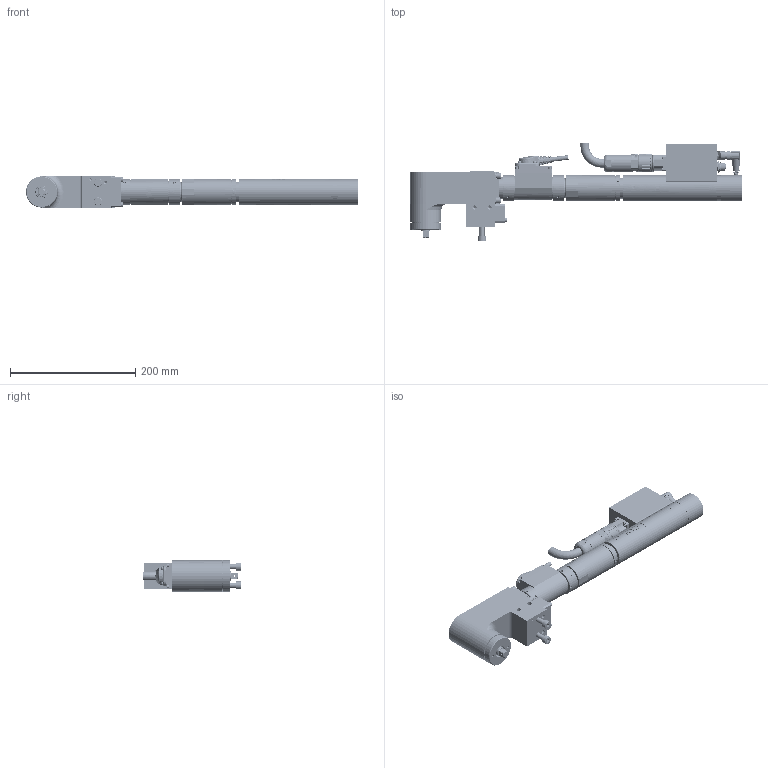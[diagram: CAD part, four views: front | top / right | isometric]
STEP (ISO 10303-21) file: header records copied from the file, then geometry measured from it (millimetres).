
FILE_DESCRIPTION(/* description */ (''),/* implementation_level */ '2;1');
FILE_NAME(/* name */ '1BD53T2A-A_IAM_001.iam.step',/* time_stamp */ '2021-07-21T07:30:30+02:00',/* author */ ('cideon'),/* organization */ (''),/* preprocessor_version */ 'ST-DEVELOPER v17.2',/* originating_system */ 'Autodesk Inventor 2019',/* authorisation */ '');
FILE_SCHEMA (('AUTOMOTIVE_DESIGN { 1 0 10303 214 3 1 1 }'));
Length unit declared in the file: centimetre
Products named in the file (1): Bauteil5
Bounding box: 530.25 x 157.75 x 50 mm (x, y, z)
Volume: 1010262.1 mm3; surface area: 270648.4 mm2
Topology: 6 solids, 6 shells, 5058 faces, 14087 edges, 9340 vertices
Faces by surface type: plane 3010, cylinder 1175, cone 330, bspline 321, torus 205, sphere 17
Full cylindrical faces by diameter (mm): 0.434 x2, 0.6 x16, 0.9 x8, 1.5 x2, 1.83 x2, 2.1 x2, 2.5 x9, 2.8 x4, 3 x4, 3.2 x5, 3.3 x4, 3.4 x4, 3.5 x4, 4 x12, 4.02 x2, 4.3 x4, 4.5 x2, 5 x11, 5.1 x1, 5.2 x1, 5.5 x14, 5.6 x4, 5.9 x1, 6 x13, 6.3 x1, 6.6 x3, 6.8 x4, 7 x2, 7.2 x4, 7.3 x1
Entity records: 218455 total; most frequent: CARTESIAN_POINT 86830, ORIENTED_EDGE 28116, DIRECTION 25594, EDGE_CURVE 14058, VERTEX_POINT 9340, AXIS2_PLACEMENT_3D 9068, LINE 7458, VECTOR 7458
